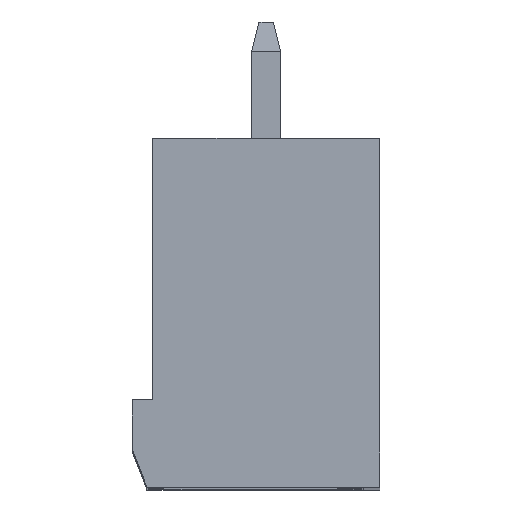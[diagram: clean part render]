
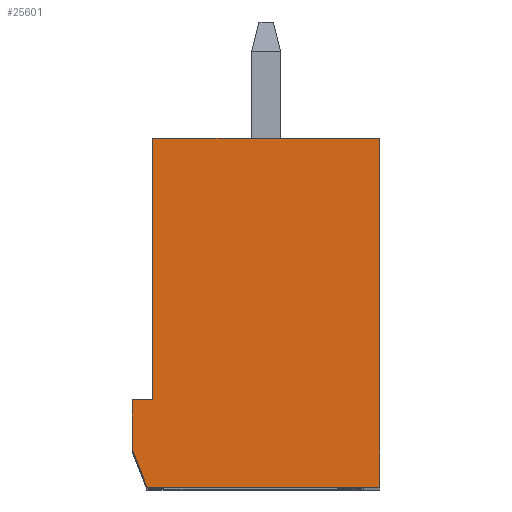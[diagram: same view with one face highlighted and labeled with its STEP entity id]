
A CAD part, top view. The second image highlights one B-rep face of the part: STEP entity #25601.
In plain terms, the highlighted planar face has unit normal (0, 0, 1).
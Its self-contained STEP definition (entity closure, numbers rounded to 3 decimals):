
#28=DIRECTION('',(0.,-1.,0.));
#29=VECTOR('',#28,1.7);
#30=CARTESIAN_POINT('',(-4.6,3.,56.58));
#31=LINE('',#30,#29);
#72=DIRECTION('',(-1.,0.,0.));
#73=VECTOR('',#72,0.7);
#74=CARTESIAN_POINT('',(-3.9,3.,56.58));
#75=LINE('',#74,#73);
#84=DIRECTION('',(0.,-1.,0.));
#85=VECTOR('',#84,9.);
#86=CARTESIAN_POINT('',(-3.9,12.,56.58));
#87=LINE('',#86,#85);
#100=DIRECTION('',(-1.,0.,0.));
#101=VECTOR('',#100,7.8);
#102=CARTESIAN_POINT('',(3.9,12.,56.58));
#103=LINE('',#102,#101);
#152=DIRECTION('',(0.,1.,0.));
#153=VECTOR('',#152,12.);
#154=CARTESIAN_POINT('',(3.9,0.,56.58));
#155=LINE('',#154,#153);
#349=DIRECTION('',(1.,0.,0.));
#350=VECTOR('',#349,8.);
#351=CARTESIAN_POINT('',(-4.1,0.,56.58));
#352=LINE('',#351,#350);
#8740=DIRECTION('',(-0.359,0.933,0.));
#8741=VECTOR('',#8740,1.393);
#8742=CARTESIAN_POINT('',(-4.1,0.,56.58));
#8743=LINE('',#8742,#8741);
#10951=CARTESIAN_POINT('',(-4.1,0.,56.58));
#10952=VERTEX_POINT('',#10951);
#10953=CARTESIAN_POINT('',(3.9,0.,56.58));
#10954=VERTEX_POINT('',#10953);
#10955=CARTESIAN_POINT('',(-4.6,1.3,56.58));
#10956=VERTEX_POINT('',#10955);
#10957=CARTESIAN_POINT('',(3.9,12.,56.58));
#10958=VERTEX_POINT('',#10957);
#10959=CARTESIAN_POINT('',(-3.9,12.,56.58));
#10960=VERTEX_POINT('',#10959);
#10961=CARTESIAN_POINT('',(-4.6,3.,56.58));
#10962=VERTEX_POINT('',#10961);
#10963=CARTESIAN_POINT('',(-3.9,3.,56.58));
#10964=VERTEX_POINT('',#10963);
#25587=CARTESIAN_POINT('',(0.,0.,56.58));
#25588=DIRECTION('',(0.,0.,-1.));
#25589=DIRECTION('',(-1.,0.,0.));
#25590=AXIS2_PLACEMENT_3D('',#25587,#25588,#25589);
#25591=PLANE('',#25590);
#25592=ORIENTED_EDGE('',*,*,#13322,.F.);
#25593=ORIENTED_EDGE('',*,*,#25580,.T.);
#25594=ORIENTED_EDGE('',*,*,#13028,.F.);
#25595=ORIENTED_EDGE('',*,*,#13087,.F.);
#25596=ORIENTED_EDGE('',*,*,#13102,.F.);
#25597=ORIENTED_EDGE('',*,*,#13125,.F.);
#25598=ORIENTED_EDGE('',*,*,#13220,.F.);
#25599=EDGE_LOOP('',(#25592,#25593,#25594,#25595,#25596,#25597,#25598));
#25600=FACE_OUTER_BOUND('',#25599,.F.);
#25601=ADVANCED_FACE('',(#25600),#25591,.F.);
#13028=EDGE_CURVE('',#10962,#10956,#31,.T.);
#13087=EDGE_CURVE('',#10964,#10962,#75,.T.);
#13102=EDGE_CURVE('',#10960,#10964,#87,.T.);
#13125=EDGE_CURVE('',#10958,#10960,#103,.T.);
#13220=EDGE_CURVE('',#10954,#10958,#155,.T.);
#13322=EDGE_CURVE('',#10952,#10954,#352,.T.);
#25580=EDGE_CURVE('',#10952,#10956,#8743,.T.);
